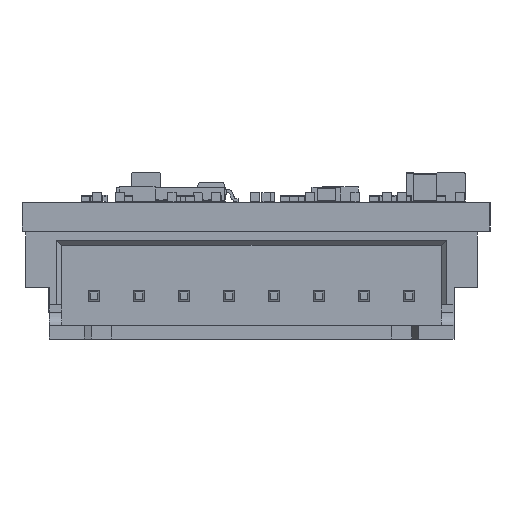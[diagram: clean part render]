
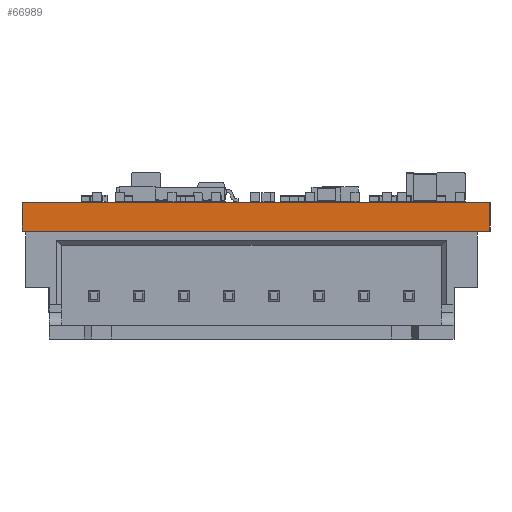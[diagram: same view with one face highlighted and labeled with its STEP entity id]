
A CAD part, left-side view. The second image highlights one B-rep face of the part: STEP entity #66989.
In plain terms, the highlighted planar face has unit normal (-1, 0, 0).
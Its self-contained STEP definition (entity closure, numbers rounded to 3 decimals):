
#64308 = PLANE('',#64309);
#64309 = AXIS2_PLACEMENT_3D('',#64310,#64311,#64312);
#64310 = CARTESIAN_POINT('',(4.028,28.647,1.58));
#64311 = DIRECTION('',(-0.,-0.,-1.));
#64312 = DIRECTION('',(-1.,0.,0.));
#64362 = PLANE('',#64363);
#64363 = AXIS2_PLACEMENT_3D('',#64364,#64365,#64366);
#64364 = CARTESIAN_POINT('',(4.028,28.647,0.));
#64365 = DIRECTION('',(-0.,-0.,-1.));
#64366 = DIRECTION('',(-1.,0.,0.));
#64395 = PLANE('',#64396);
#64396 = AXIS2_PLACEMENT_3D('',#64397,#64398,#64399);
#64397 = CARTESIAN_POINT('',(-20.,42.5,0.));
#64398 = DIRECTION('',(0.,1.,0.));
#64399 = DIRECTION('',(1.,0.,0.));
#65339 = VERTEX_POINT('',#65340);
#65340 = CARTESIAN_POINT('',(-20.,16.5,0.));
#65354 = PLANE('',#65355);
#65355 = AXIS2_PLACEMENT_3D('',#65356,#65357,#65358);
#65356 = CARTESIAN_POINT('',(3.75,16.5,0.));
#65357 = DIRECTION('',(0.,-1.,0.));
#65358 = DIRECTION('',(-1.,0.,0.));
#65366 = EDGE_CURVE('',#65339,#65367,#65369,.T.);
#65367 = VERTEX_POINT('',#65368);
#65368 = CARTESIAN_POINT('',(-20.,42.5,0.));
#65369 = SURFACE_CURVE('',#65370,(#65374,#65381),.PCURVE_S1.);
#65370 = LINE('',#65371,#65372);
#65371 = CARTESIAN_POINT('',(-20.,16.5,0.));
#65372 = VECTOR('',#65373,1.);
#65373 = DIRECTION('',(0.,1.,0.));
#65374 = PCURVE('',#64362,#65375);
#65375 = DEFINITIONAL_REPRESENTATION('',(#65376),#65380);
#65376 = LINE('',#65377,#65378);
#65377 = CARTESIAN_POINT('',(24.028,-12.147));
#65378 = VECTOR('',#65379,1.);
#65379 = DIRECTION('',(0.,1.));
#65380 = ( GEOMETRIC_REPRESENTATION_CONTEXT(2) 
PARAMETRIC_REPRESENTATION_CONTEXT() REPRESENTATION_CONTEXT('2D SPACE',''
  ) );
#65381 = PCURVE('',#65382,#65387);
#65382 = PLANE('',#65383);
#65383 = AXIS2_PLACEMENT_3D('',#65384,#65385,#65386);
#65384 = CARTESIAN_POINT('',(-20.,16.5,0.));
#65385 = DIRECTION('',(-1.,0.,0.));
#65386 = DIRECTION('',(0.,1.,0.));
#65387 = DEFINITIONAL_REPRESENTATION('',(#65388),#65392);
#65388 = LINE('',#65389,#65390);
#65389 = CARTESIAN_POINT('',(0.,0.));
#65390 = VECTOR('',#65391,1.);
#65391 = DIRECTION('',(1.,0.));
#65392 = ( GEOMETRIC_REPRESENTATION_CONTEXT(2) 
PARAMETRIC_REPRESENTATION_CONTEXT() REPRESENTATION_CONTEXT('2D SPACE',''
  ) );
#66509 = VERTEX_POINT('',#66510);
#66510 = CARTESIAN_POINT('',(-20.,16.5,1.58));
#66531 = EDGE_CURVE('',#66509,#66532,#66534,.T.);
#66532 = VERTEX_POINT('',#66533);
#66533 = CARTESIAN_POINT('',(-20.,42.5,1.58));
#66534 = SURFACE_CURVE('',#66535,(#66539,#66546),.PCURVE_S1.);
#66535 = LINE('',#66536,#66537);
#66536 = CARTESIAN_POINT('',(-20.,16.5,1.58));
#66537 = VECTOR('',#66538,1.);
#66538 = DIRECTION('',(0.,1.,0.));
#66539 = PCURVE('',#64308,#66540);
#66540 = DEFINITIONAL_REPRESENTATION('',(#66541),#66545);
#66541 = LINE('',#66542,#66543);
#66542 = CARTESIAN_POINT('',(24.028,-12.147));
#66543 = VECTOR('',#66544,1.);
#66544 = DIRECTION('',(0.,1.));
#66545 = ( GEOMETRIC_REPRESENTATION_CONTEXT(2) 
PARAMETRIC_REPRESENTATION_CONTEXT() REPRESENTATION_CONTEXT('2D SPACE',''
  ) );
#66546 = PCURVE('',#65382,#66547);
#66547 = DEFINITIONAL_REPRESENTATION('',(#66548),#66552);
#66548 = LINE('',#66549,#66550);
#66549 = CARTESIAN_POINT('',(0.,-1.58));
#66550 = VECTOR('',#66551,1.);
#66551 = DIRECTION('',(1.,0.));
#66552 = ( GEOMETRIC_REPRESENTATION_CONTEXT(2) 
PARAMETRIC_REPRESENTATION_CONTEXT() REPRESENTATION_CONTEXT('2D SPACE',''
  ) );
#66939 = EDGE_CURVE('',#65367,#66532,#66940,.T.);
#66940 = SURFACE_CURVE('',#66941,(#66945,#66952),.PCURVE_S1.);
#66941 = LINE('',#66942,#66943);
#66942 = CARTESIAN_POINT('',(-20.,42.5,0.));
#66943 = VECTOR('',#66944,1.);
#66944 = DIRECTION('',(0.,0.,1.));
#66945 = PCURVE('',#64395,#66946);
#66946 = DEFINITIONAL_REPRESENTATION('',(#66947),#66951);
#66947 = LINE('',#66948,#66949);
#66948 = CARTESIAN_POINT('',(0.,0.));
#66949 = VECTOR('',#66950,1.);
#66950 = DIRECTION('',(0.,-1.));
#66951 = ( GEOMETRIC_REPRESENTATION_CONTEXT(2) 
PARAMETRIC_REPRESENTATION_CONTEXT() REPRESENTATION_CONTEXT('2D SPACE',''
  ) );
#66952 = PCURVE('',#65382,#66953);
#66953 = DEFINITIONAL_REPRESENTATION('',(#66954),#66958);
#66954 = LINE('',#66955,#66956);
#66955 = CARTESIAN_POINT('',(26.,0.));
#66956 = VECTOR('',#66957,1.);
#66957 = DIRECTION('',(0.,-1.));
#66958 = ( GEOMETRIC_REPRESENTATION_CONTEXT(2) 
PARAMETRIC_REPRESENTATION_CONTEXT() REPRESENTATION_CONTEXT('2D SPACE',''
  ) );
#66989 = ADVANCED_FACE('',(#66990),#65382,.T.);
#66990 = FACE_BOUND('',#66991,.T.);
#66991 = EDGE_LOOP('',(#66992,#67013,#67014,#67015));
#66992 = ORIENTED_EDGE('',*,*,#66993,.T.);
#66993 = EDGE_CURVE('',#65339,#66509,#66994,.T.);
#66994 = SURFACE_CURVE('',#66995,(#66999,#67006),.PCURVE_S1.);
#66995 = LINE('',#66996,#66997);
#66996 = CARTESIAN_POINT('',(-20.,16.5,0.));
#66997 = VECTOR('',#66998,1.);
#66998 = DIRECTION('',(0.,0.,1.));
#66999 = PCURVE('',#65382,#67000);
#67000 = DEFINITIONAL_REPRESENTATION('',(#67001),#67005);
#67001 = LINE('',#67002,#67003);
#67002 = CARTESIAN_POINT('',(0.,0.));
#67003 = VECTOR('',#67004,1.);
#67004 = DIRECTION('',(0.,-1.));
#67005 = ( GEOMETRIC_REPRESENTATION_CONTEXT(2) 
PARAMETRIC_REPRESENTATION_CONTEXT() REPRESENTATION_CONTEXT('2D SPACE',''
  ) );
#67006 = PCURVE('',#65354,#67007);
#67007 = DEFINITIONAL_REPRESENTATION('',(#67008),#67012);
#67008 = LINE('',#67009,#67010);
#67009 = CARTESIAN_POINT('',(23.75,0.));
#67010 = VECTOR('',#67011,1.);
#67011 = DIRECTION('',(0.,-1.));
#67012 = ( GEOMETRIC_REPRESENTATION_CONTEXT(2) 
PARAMETRIC_REPRESENTATION_CONTEXT() REPRESENTATION_CONTEXT('2D SPACE',''
  ) );
#67013 = ORIENTED_EDGE('',*,*,#66531,.T.);
#67014 = ORIENTED_EDGE('',*,*,#66939,.F.);
#67015 = ORIENTED_EDGE('',*,*,#65366,.F.);
